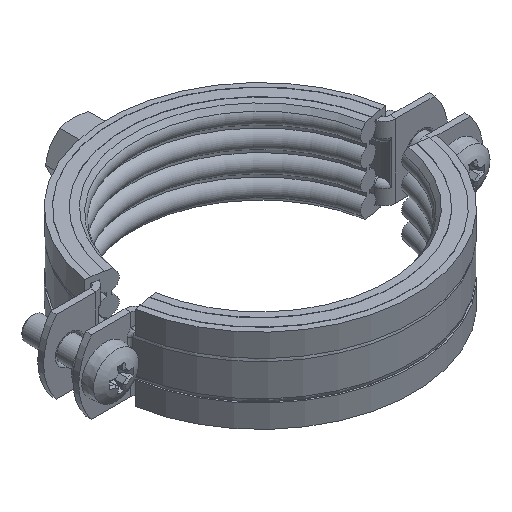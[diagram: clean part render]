
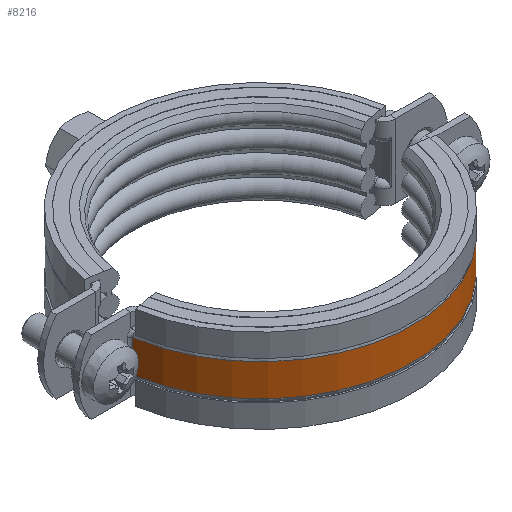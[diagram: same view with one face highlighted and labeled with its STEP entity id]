
A CAD part, isometric view. The second image highlights one B-rep face of the part: STEP entity #8216.
In plain terms, the highlighted cylindrical face has radius 52 mm (diameter 104 mm), a partial arc.
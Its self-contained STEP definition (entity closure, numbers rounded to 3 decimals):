
#1635=CARTESIAN_POINT('',(51.404,-7.849,-5.5));
#1636=VERTEX_POINT('',#1635);
#1644=CARTESIAN_POINT('',(-51.404,-7.849,-5.5));
#1645=VERTEX_POINT('',#1644);
#1646=CARTESIAN_POINT('',(0.0,0.0,-5.5));
#1647=DIRECTION('',(0.0,0.0,-1.0));
#1648=DIRECTION('',(0.,-1.0,0.0));
#1649=AXIS2_PLACEMENT_3D('',#1646,#1647,#1648);
#1650=CIRCLE('',#1649,52.);
#1651=EDGE_CURVE('',#1636,#1645,#1650,.T.);
#7510=CARTESIAN_POINT('',(-51.404,-7.849,5.5));
#7511=VERTEX_POINT('',#7510);
#7512=CARTESIAN_POINT('',(-51.404,-7.849,-5.5));
#7513=DIRECTION('',(0.0,0.0,1.0));
#7514=VECTOR('',#7513,11.);
#7515=LINE('',#7512,#7514);
#7516=EDGE_CURVE('',#1645,#7511,#7515,.T.);
#7649=CARTESIAN_POINT('',(51.404,-7.849,5.5));
#7650=VERTEX_POINT('',#7649);
#7677=CARTESIAN_POINT('',(51.404,-7.849,5.5));
#7678=DIRECTION('',(0.0,0.0,-1.0));
#7679=VECTOR('',#7678,11.);
#7680=LINE('',#7677,#7679);
#7681=EDGE_CURVE('',#7650,#1636,#7680,.T.);
#7843=CARTESIAN_POINT('',(0.0,0.0,5.5));
#7844=DIRECTION('',(0.0,0.0,1.0));
#7845=DIRECTION('',(0.,-1.0,0.0));
#7846=AXIS2_PLACEMENT_3D('',#7843,#7844,#7845);
#7847=CIRCLE('',#7846,52.);
#7848=EDGE_CURVE('',#7511,#7650,#7847,.T.);
#8205=CARTESIAN_POINT('',(0.0,0.0,0.));
#8206=DIRECTION('',(0.0,0.0,1.0));
#8207=DIRECTION('',(0.0,-1.0,0.0));
#8208=AXIS2_PLACEMENT_3D('',#8205,#8206,#8207);
#8209=CYLINDRICAL_SURFACE('',#8208,52.);
#8210=ORIENTED_EDGE('',*,*,#7681,.F.);
#8211=ORIENTED_EDGE('',*,*,#7848,.F.);
#8212=ORIENTED_EDGE('',*,*,#7516,.F.);
#8213=ORIENTED_EDGE('',*,*,#1651,.F.);
#8214=EDGE_LOOP('',(#8210,#8211,#8212,#8213));
#8215=FACE_OUTER_BOUND('',#8214,.T.);
#8216=ADVANCED_FACE('',(#8215),#8209,.T.);
